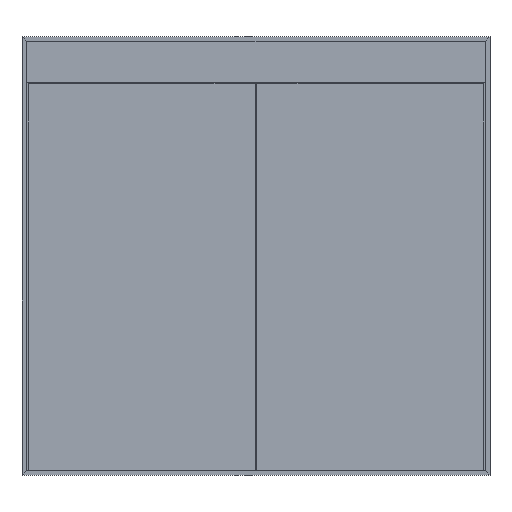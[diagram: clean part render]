
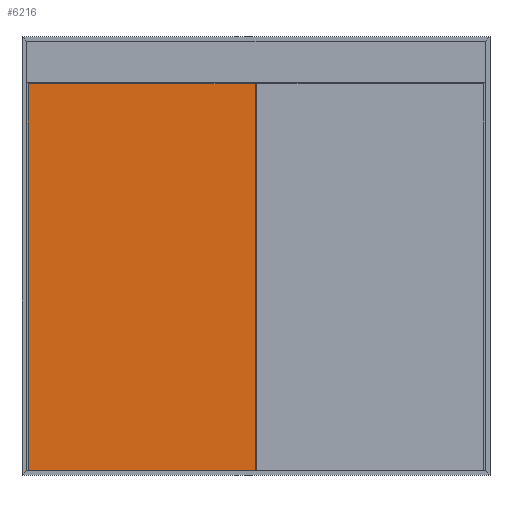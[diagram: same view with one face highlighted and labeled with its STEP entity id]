
A CAD part, top view. The second image highlights one B-rep face of the part: STEP entity #6216.
In plain terms, the highlighted planar face has unit normal (0, 0, 1).
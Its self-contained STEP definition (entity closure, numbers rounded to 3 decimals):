
#110 = CARTESIAN_POINT ( 'NONE',  ( 0., 0., 0. ) ) ;
#917 = CARTESIAN_POINT ( 'NONE',  ( 11., 669., 0. ) ) ;
#963 = DIRECTION ( 'NONE',  ( 1., 0., 0. ) ) ;
#1114 = LINE ( 'NONE', #4716, #5907 ) ;
#1581 = VERTEX_POINT ( 'NONE', #5199 ) ;
#1738 = EDGE_CURVE ( 'NONE', #5805, #1581, #2779, .T. ) ;
#1874 = VECTOR ( 'NONE', #9989, 1000. ) ;
#2212 = ORIENTED_EDGE ( 'NONE', *, *, #1738, .T. ) ;
#2686 = AXIS2_PLACEMENT_3D ( 'NONE', #110, #3724, #7311 ) ;
#2779 = LINE ( 'NONE', #6378, #1874 ) ;
#3049 = EDGE_LOOP ( 'NONE', ( #7110, #11133, #9412, #2212 ) ) ;
#3706 = CARTESIAN_POINT ( 'NONE',  ( 398.5, 8., 0. ) ) ;
#3724 = DIRECTION ( 'NONE',  ( 0., 0., 1. ) ) ;
#3863 = VECTOR ( 'NONE', #963, 1000. ) ;
#4529 = DIRECTION ( 'NONE',  ( 0., -1., 0. ) ) ;
#4610 = FACE_OUTER_BOUND ( 'NONE', #3049, .T. ) ;
#4716 = CARTESIAN_POINT ( 'NONE',  ( 398.5, 669., 0. ) ) ;
#5006 = CARTESIAN_POINT ( 'NONE',  ( 11., 8., 0. ) ) ;
#5199 = CARTESIAN_POINT ( 'NONE',  ( 11., 669., 0. ) ) ;
#5396 = CARTESIAN_POINT ( 'NONE',  ( 398.5, 669., 0. ) ) ;
#5430 = VERTEX_POINT ( 'NONE', #3706 ) ;
#5449 = LINE ( 'NONE', #9055, #3863 ) ;
#5805 = VERTEX_POINT ( 'NONE', #5396 ) ;
#5907 = VECTOR ( 'NONE', #8317, 1000. ) ;
#6216 = ADVANCED_FACE ( 'NONE', ( #4610 ), #8209, .T. ) ;
#6378 = CARTESIAN_POINT ( 'NONE',  ( 11., 669., 0. ) ) ;
#6446 = VERTEX_POINT ( 'NONE', #5006 ) ;
#6512 = EDGE_CURVE ( 'NONE', #1581, #6446, #9012, .T. ) ;
#7110 = ORIENTED_EDGE ( 'NONE', *, *, #6512, .T. ) ;
#7311 = DIRECTION ( 'NONE',  ( 1., 0., 0. ) ) ;
#7433 = EDGE_CURVE ( 'NONE', #5430, #5805, #1114, .T. ) ;
#8209 = PLANE ( 'NONE',  #2686 ) ;
#8317 = DIRECTION ( 'NONE',  ( 0., 1., 0. ) ) ;
#8849 = EDGE_CURVE ( 'NONE', #6446, #5430, #5449, .T. ) ;
#9012 = LINE ( 'NONE', #917, #9482 ) ;
#9055 = CARTESIAN_POINT ( 'NONE',  ( 11., 8., 0. ) ) ;
#9412 = ORIENTED_EDGE ( 'NONE', *, *, #7433, .T. ) ;
#9482 = VECTOR ( 'NONE', #4529, 1000. ) ;
#9989 = DIRECTION ( 'NONE',  ( -1., 0., 0. ) ) ;
#11133 = ORIENTED_EDGE ( 'NONE', *, *, #8849, .T. ) ;
